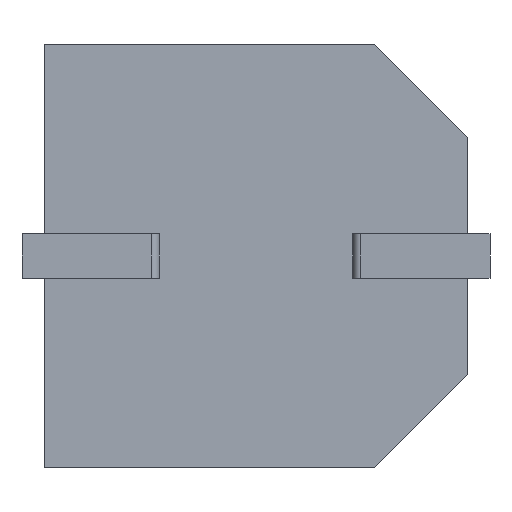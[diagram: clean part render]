
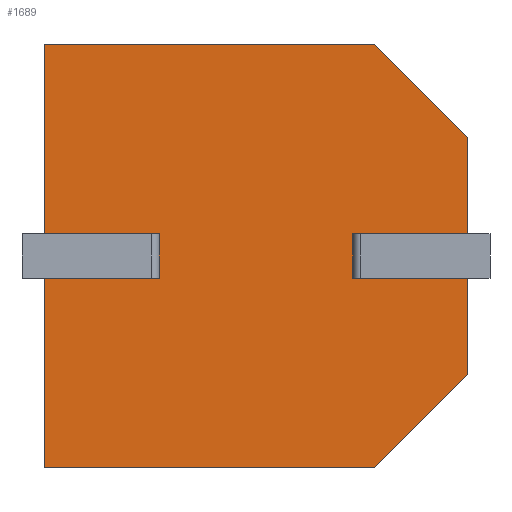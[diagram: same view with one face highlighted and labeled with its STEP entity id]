
A CAD part, front view. The second image highlights one B-rep face of the part: STEP entity #1689.
In plain terms, the highlighted planar face has unit normal (0, -1, 0).
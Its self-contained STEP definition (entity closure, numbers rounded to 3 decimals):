
#21 = CARTESIAN_POINT ( 'NONE',  ( 10.5, 0., 0. ) ) ;
#76 = ORIENTED_EDGE ( 'NONE', *, *, #2133, .F. ) ;
#91 = ORIENTED_EDGE ( 'NONE', *, *, #2343, .F. ) ;
#94 = LINE ( 'NONE', #2776, #2207 ) ;
#110 = VECTOR ( 'NONE', #2717, 1000. ) ;
#115 = VECTOR ( 'NONE', #3228, 1000. ) ;
#157 = CARTESIAN_POINT ( 'NONE',  ( 2.85, 0., -5.8 ) ) ;
#163 = VERTEX_POINT ( 'NONE', #1532 ) ;
#195 = VERTEX_POINT ( 'NONE', #2698 ) ;
#202 = CARTESIAN_POINT ( 'NONE',  ( 2.85, 0., -4.7 ) ) ;
#245 = CARTESIAN_POINT ( 'NONE',  ( 7.65, 0., -5.8 ) ) ;
#300 = CARTESIAN_POINT ( 'NONE',  ( 10.5, 0., -4.7 ) ) ;
#354 = VECTOR ( 'NONE', #1223, 1000. ) ;
#363 = DIRECTION ( 'NONE',  ( -1., 0., 0. ) ) ;
#378 = EDGE_CURVE ( 'NONE', #2919, #1329, #3023, .T. ) ;
#427 = VERTEX_POINT ( 'NONE', #545 ) ;
#428 = CARTESIAN_POINT ( 'NONE',  ( 0., 0., -5.8 ) ) ;
#436 = LINE ( 'NONE', #2344, #1770 ) ;
#438 = LINE ( 'NONE', #1752, #1531 ) ;
#447 = EDGE_CURVE ( 'NONE', #1329, #3477, #1621, .T. ) ;
#485 = ORIENTED_EDGE ( 'NONE', *, *, #378, .F. ) ;
#509 = VECTOR ( 'NONE', #809, 1000. ) ;
#525 = CARTESIAN_POINT ( 'NONE',  ( 7.65, 0., -4.7 ) ) ;
#540 = FACE_OUTER_BOUND ( 'NONE', #3145, .T. ) ;
#545 = CARTESIAN_POINT ( 'NONE',  ( 8.185, 0., -10.5 ) ) ;
#611 = VERTEX_POINT ( 'NONE', #428 ) ;
#713 = ORIENTED_EDGE ( 'NONE', *, *, #1396, .T. ) ;
#745 = EDGE_CURVE ( 'NONE', #3501, #163, #438, .T. ) ;
#758 = LINE ( 'NONE', #1402, #2554 ) ;
#759 = VERTEX_POINT ( 'NONE', #157 ) ;
#771 = DIRECTION ( 'NONE',  ( 0., 0., -1. ) ) ;
#776 = ORIENTED_EDGE ( 'NONE', *, *, #788, .T. ) ;
#788 = EDGE_CURVE ( 'NONE', #1691, #427, #3292, .T. ) ;
#809 = DIRECTION ( 'NONE',  ( 1., 0., 0. ) ) ;
#851 = CARTESIAN_POINT ( 'NONE',  ( 0., 0., -10.5 ) ) ;
#879 = LINE ( 'NONE', #3334, #3429 ) ;
#889 = LINE ( 'NONE', #1706, #3372 ) ;
#951 = DIRECTION ( 'NONE',  ( -1., 0., 0. ) ) ;
#1034 = LINE ( 'NONE', #21, #2629 ) ;
#1113 = DIRECTION ( 'NONE',  ( 0., 0., -1. ) ) ;
#1153 = ORIENTED_EDGE ( 'NONE', *, *, #2111, .T. ) ;
#1160 = LINE ( 'NONE', #2232, #1539 ) ;
#1223 = DIRECTION ( 'NONE',  ( 0.707, 0., 0.707 ) ) ;
#1284 = ORIENTED_EDGE ( 'NONE', *, *, #745, .T. ) ;
#1285 = VERTEX_POINT ( 'NONE', #300 ) ;
#1327 = CARTESIAN_POINT ( 'NONE',  ( 10.5, 0., -5.8 ) ) ;
#1329 = VERTEX_POINT ( 'NONE', #1327 ) ;
#1381 = DIRECTION ( 'NONE',  ( 0., 0., 1. ) ) ;
#1396 = EDGE_CURVE ( 'NONE', #611, #1691, #94, .T. ) ;
#1402 = CARTESIAN_POINT ( 'NONE',  ( 0., 0., 0. ) ) ;
#1441 = ORIENTED_EDGE ( 'NONE', *, *, #1572, .T. ) ;
#1458 = DIRECTION ( 'NONE',  ( 0., 0., -1. ) ) ;
#1531 = VECTOR ( 'NONE', #2468, 1000. ) ;
#1532 = CARTESIAN_POINT ( 'NONE',  ( 8.185, 0., 0. ) ) ;
#1539 = VECTOR ( 'NONE', #3060, 1000. ) ;
#1572 = EDGE_CURVE ( 'NONE', #3037, #1285, #1160, .T. ) ;
#1607 = VECTOR ( 'NONE', #363, 1000. ) ;
#1621 = LINE ( 'NONE', #2735, #110 ) ;
#1689 = ADVANCED_FACE ( 'NONE', ( #540 ), #2727, .F. ) ;
#1691 = VERTEX_POINT ( 'NONE', #851 ) ;
#1706 = CARTESIAN_POINT ( 'NONE',  ( 2.85, 0., -5.8 ) ) ;
#1752 = CARTESIAN_POINT ( 'NONE',  ( 8.185, 0., 0. ) ) ;
#1770 = VECTOR ( 'NONE', #2918, 1000. ) ;
#1842 = EDGE_CURVE ( 'NONE', #427, #3477, #3380, .T. ) ;
#1913 = LINE ( 'NONE', #2801, #1607 ) ;
#1925 = CARTESIAN_POINT ( 'NONE',  ( 0., 0., -10.5 ) ) ;
#2010 = CARTESIAN_POINT ( 'NONE',  ( 10.5, 0., -8.185 ) ) ;
#2068 = EDGE_CURVE ( 'NONE', #195, #163, #436, .T. ) ;
#2111 = EDGE_CURVE ( 'NONE', #195, #3118, #758, .T. ) ;
#2133 = EDGE_CURVE ( 'NONE', #3075, #3118, #1913, .T. ) ;
#2162 = CARTESIAN_POINT ( 'NONE',  ( 0., 0., 0. ) ) ;
#2207 = VECTOR ( 'NONE', #1458, 1000. ) ;
#2228 = ORIENTED_EDGE ( 'NONE', *, *, #2365, .T. ) ;
#2232 = CARTESIAN_POINT ( 'NONE',  ( 7.65, 0., -4.7 ) ) ;
#2269 = VECTOR ( 'NONE', #951, 1000. ) ;
#2343 = EDGE_CURVE ( 'NONE', #759, #3075, #889, .T. ) ;
#2344 = CARTESIAN_POINT ( 'NONE',  ( 0., 0., 0. ) ) ;
#2365 = EDGE_CURVE ( 'NONE', #759, #611, #3119, .T. ) ;
#2424 = CARTESIAN_POINT ( 'NONE',  ( 0., 0., -4.7 ) ) ;
#2459 = ORIENTED_EDGE ( 'NONE', *, *, #2068, .F. ) ;
#2468 = DIRECTION ( 'NONE',  ( -0.707, 0., 0.707 ) ) ;
#2481 = DIRECTION ( 'NONE',  ( 0., 1., 0. ) ) ;
#2504 = CARTESIAN_POINT ( 'NONE',  ( 7.65, 0., -5.8 ) ) ;
#2554 = VECTOR ( 'NONE', #1113, 1000. ) ;
#2629 = VECTOR ( 'NONE', #771, 1000. ) ;
#2698 = CARTESIAN_POINT ( 'NONE',  ( 0., 0., 0. ) ) ;
#2717 = DIRECTION ( 'NONE',  ( 0., 0., -1. ) ) ;
#2718 = CARTESIAN_POINT ( 'NONE',  ( 10.5, 0., -8.185 ) ) ;
#2727 = PLANE ( 'NONE',  #2915 ) ;
#2735 = CARTESIAN_POINT ( 'NONE',  ( 10.5, 0., 0. ) ) ;
#2758 = EDGE_CURVE ( 'NONE', #3501, #1285, #1034, .T. ) ;
#2776 = CARTESIAN_POINT ( 'NONE',  ( 0., 0., 0. ) ) ;
#2801 = CARTESIAN_POINT ( 'NONE',  ( 2.85, 0., -4.7 ) ) ;
#2881 = ORIENTED_EDGE ( 'NONE', *, *, #2758, .F. ) ;
#2888 = ORIENTED_EDGE ( 'NONE', *, *, #447, .F. ) ;
#2912 = EDGE_CURVE ( 'NONE', #2919, #3037, #879, .T. ) ;
#2915 = AXIS2_PLACEMENT_3D ( 'NONE', #2162, #2481, #1381 ) ;
#2918 = DIRECTION ( 'NONE',  ( 1., 0., 0. ) ) ;
#2919 = VERTEX_POINT ( 'NONE', #2504 ) ;
#3023 = LINE ( 'NONE', #245, #509 ) ;
#3037 = VERTEX_POINT ( 'NONE', #525 ) ;
#3060 = DIRECTION ( 'NONE',  ( 1., 0., 0. ) ) ;
#3075 = VERTEX_POINT ( 'NONE', #202 ) ;
#3118 = VERTEX_POINT ( 'NONE', #2424 ) ;
#3119 = LINE ( 'NONE', #3399, #2269 ) ;
#3145 = EDGE_LOOP ( 'NONE', ( #485, #3248, #1441, #2881, #1284, #2459, #1153, #76, #91, #2228, #713, #776, #3472, #2888 ) ) ;
#3203 = CARTESIAN_POINT ( 'NONE',  ( 10.5, 0., -2.315 ) ) ;
#3228 = DIRECTION ( 'NONE',  ( 1., 0., 0. ) ) ;
#3248 = ORIENTED_EDGE ( 'NONE', *, *, #2912, .T. ) ;
#3292 = LINE ( 'NONE', #1925, #115 ) ;
#3334 = CARTESIAN_POINT ( 'NONE',  ( 7.65, 0., -5.8 ) ) ;
#3345 = DIRECTION ( 'NONE',  ( 0., 0., 1. ) ) ;
#3349 = DIRECTION ( 'NONE',  ( 0., 0., 1. ) ) ;
#3372 = VECTOR ( 'NONE', #3345, 1000. ) ;
#3380 = LINE ( 'NONE', #2010, #354 ) ;
#3399 = CARTESIAN_POINT ( 'NONE',  ( 2.85, 0., -5.8 ) ) ;
#3429 = VECTOR ( 'NONE', #3349, 1000. ) ;
#3472 = ORIENTED_EDGE ( 'NONE', *, *, #1842, .T. ) ;
#3477 = VERTEX_POINT ( 'NONE', #2718 ) ;
#3501 = VERTEX_POINT ( 'NONE', #3203 ) ;
